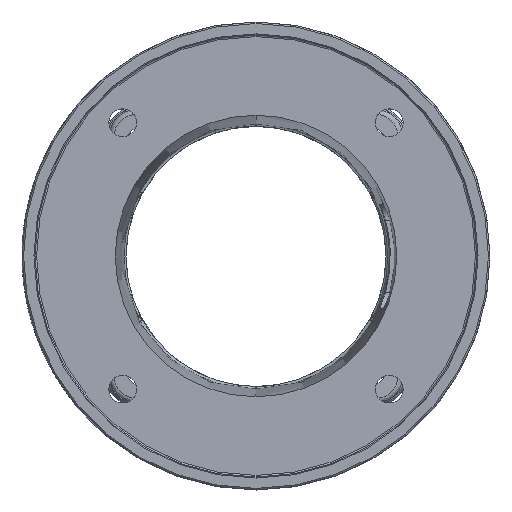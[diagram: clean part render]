
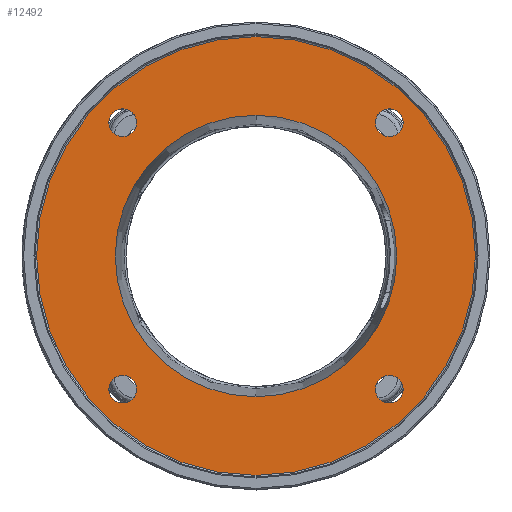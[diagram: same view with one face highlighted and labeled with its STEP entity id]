
A CAD part, top view. The second image highlights one B-rep face of the part: STEP entity #12492.
In plain terms, the highlighted planar face has unit normal (0, 0, 1).
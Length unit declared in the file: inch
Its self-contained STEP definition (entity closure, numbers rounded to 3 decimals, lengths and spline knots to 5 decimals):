
#551=CARTESIAN_POINT('',(0.,0.,-0.2075));
#552=DIRECTION('',(0.,0.,1.));
#553=DIRECTION('',(0.,1.,0.));
#554=AXIS2_PLACEMENT_3D('',#551,#552,#553);
#696=CARTESIAN_POINT('',(0.,0.,-0.2075));
#697=DIRECTION('',(0.,0.,-1.));
#698=DIRECTION('',(0.,1.,0.));
#699=AXIS2_PLACEMENT_3D('',#696,#697,#698);
#701=CARTESIAN_POINT('',(0.,0.,-0.2075));
#702=DIRECTION('',(0.,0.,1.));
#703=DIRECTION('',(0.,1.,0.));
#704=AXIS2_PLACEMENT_3D('',#701,#702,#703);
#837=CARTESIAN_POINT('',(0.,0.,-0.2075));
#838=DIRECTION('',(0.,0.,1.));
#839=DIRECTION('',(0.,-1.,0.));
#840=AXIS2_PLACEMENT_3D('',#837,#838,#839);
#4516=CARTESIAN_POINT('',(-2.56326,2.56326,-0.2075));
#4517=DIRECTION('',(0.,0.,-1.));
#4518=DIRECTION('',(-0.707,0.707,0.));
#4519=AXIS2_PLACEMENT_3D('',#4516,#4517,#4518);
#4526=CARTESIAN_POINT('',(-2.56326,2.56326,-0.2075));
#4527=DIRECTION('',(0.,0.,-1.));
#4528=DIRECTION('',(0.707,-0.707,0.));
#4529=AXIS2_PLACEMENT_3D('',#4526,#4527,#4528);
#4552=CARTESIAN_POINT('',(-2.56326,-2.56326,-0.2075));
#4553=DIRECTION('',(0.,0.,-1.));
#4554=DIRECTION('',(-0.707,-0.707,0.));
#4555=AXIS2_PLACEMENT_3D('',#4552,#4553,#4554);
#4562=CARTESIAN_POINT('',(-2.56326,-2.56326,-0.2075));
#4563=DIRECTION('',(0.,0.,-1.));
#4564=DIRECTION('',(0.707,0.707,0.));
#4565=AXIS2_PLACEMENT_3D('',#4562,#4563,#4564);
#4588=CARTESIAN_POINT('',(2.56326,-2.56326,-0.2075));
#4589=DIRECTION('',(0.,0.,-1.));
#4590=DIRECTION('',(0.707,-0.707,0.));
#4591=AXIS2_PLACEMENT_3D('',#4588,#4589,#4590);
#4598=CARTESIAN_POINT('',(2.56326,-2.56326,-0.2075));
#4599=DIRECTION('',(0.,0.,-1.));
#4600=DIRECTION('',(-0.707,0.707,0.));
#4601=AXIS2_PLACEMENT_3D('',#4598,#4599,#4600);
#4624=CARTESIAN_POINT('',(2.56326,2.56326,-0.2075));
#4625=DIRECTION('',(0.,0.,-1.));
#4626=DIRECTION('',(0.707,0.707,0.));
#4627=AXIS2_PLACEMENT_3D('',#4624,#4625,#4626);
#4634=CARTESIAN_POINT('',(2.56326,2.56326,-0.2075));
#4635=DIRECTION('',(0.,0.,-1.));
#4636=DIRECTION('',(-0.707,-0.707,0.));
#4637=AXIS2_PLACEMENT_3D('',#4634,#4635,#4636);
#11253=CARTESIAN_POINT('',(0.,4.22,-0.2075));
#11255=VERTEX_POINT('',#11253);
#11259=CARTESIAN_POINT('',(0.,-4.22,-0.2075));
#11261=VERTEX_POINT('',#11259);
#11265=CARTESIAN_POINT('',(0.,2.70736,-0.2075));
#11266=CARTESIAN_POINT('',(0.,-2.70736,-0.2075));
#11267=VERTEX_POINT('',#11265);
#11268=VERTEX_POINT('',#11266);
#11273=CARTESIAN_POINT('',(-2.75065,2.75065,-0.2075));
#11274=CARTESIAN_POINT('',(-2.37588,2.37588,-0.2075));
#11275=VERTEX_POINT('',#11273);
#11276=VERTEX_POINT('',#11274);
#11277=CARTESIAN_POINT('',(-2.75065,-2.75065,-0.2075));
#11278=CARTESIAN_POINT('',(-2.37588,-2.37588,-0.2075));
#11279=VERTEX_POINT('',#11277);
#11280=VERTEX_POINT('',#11278);
#11281=CARTESIAN_POINT('',(2.75065,-2.75065,-0.2075));
#11282=CARTESIAN_POINT('',(2.37588,-2.37588,-0.2075));
#11283=VERTEX_POINT('',#11281);
#11284=VERTEX_POINT('',#11282);
#11285=CARTESIAN_POINT('',(2.75065,2.75065,-0.2075));
#11286=CARTESIAN_POINT('',(2.37588,2.37588,-0.2075));
#11287=VERTEX_POINT('',#11285);
#11288=VERTEX_POINT('',#11286);
#12452=CARTESIAN_POINT('',(0.,0.,-0.2075));
#12453=DIRECTION('',(0.,0.,1.));
#12454=DIRECTION('',(0.,1.,0.));
#12455=AXIS2_PLACEMENT_3D('',#12452,#12453,#12454);
#12456=PLANE('',#12455);
#12458=ORIENTED_EDGE('',*,*,#12457,.T.);
#12460=ORIENTED_EDGE('',*,*,#12459,.F.);
#12461=EDGE_LOOP('',(#12458,#12460));
#12462=FACE_OUTER_BOUND('',#12461,.F.);
#12463=ORIENTED_EDGE('',*,*,#12206,.T.);
#12465=ORIENTED_EDGE('',*,*,#12464,.T.);
#12466=EDGE_LOOP('',(#12463,#12465));
#12467=FACE_BOUND('',#12466,.F.);
#12469=ORIENTED_EDGE('',*,*,#12468,.F.);
#12471=ORIENTED_EDGE('',*,*,#12470,.F.);
#12472=EDGE_LOOP('',(#12469,#12471));
#12473=FACE_BOUND('',#12472,.F.);
#12475=ORIENTED_EDGE('',*,*,#12474,.F.);
#12477=ORIENTED_EDGE('',*,*,#12476,.F.);
#12478=EDGE_LOOP('',(#12475,#12477));
#12479=FACE_BOUND('',#12478,.F.);
#12481=ORIENTED_EDGE('',*,*,#12480,.F.);
#12483=ORIENTED_EDGE('',*,*,#12482,.F.);
#12484=EDGE_LOOP('',(#12481,#12483));
#12485=FACE_BOUND('',#12484,.F.);
#12487=ORIENTED_EDGE('',*,*,#12486,.F.);
#12489=ORIENTED_EDGE('',*,*,#12488,.F.);
#12490=EDGE_LOOP('',(#12487,#12489));
#12491=FACE_BOUND('',#12490,.F.);
#12492=ADVANCED_FACE('',(#12462,#12467,#12473,#12479,#12485,#12491),#12456,.T.);
#555=CIRCLE('',#554,2.70736);
#700=CIRCLE('',#699,4.22);
#705=CIRCLE('',#704,4.22);
#841=CIRCLE('',#840,2.70736);
#4520=CIRCLE('',#4519,0.265);
#4530=CIRCLE('',#4529,0.265);
#4556=CIRCLE('',#4555,0.265);
#4566=CIRCLE('',#4565,0.265);
#4592=CIRCLE('',#4591,0.265);
#4602=CIRCLE('',#4601,0.265);
#4628=CIRCLE('',#4627,0.265);
#4638=CIRCLE('',#4637,0.265);
#12206=EDGE_CURVE('',#11267,#11268,#555,.T.);
#12457=EDGE_CURVE('',#11255,#11261,#700,.T.);
#12459=EDGE_CURVE('',#11255,#11261,#705,.T.);
#12464=EDGE_CURVE('',#11268,#11267,#841,.T.);
#12468=EDGE_CURVE('',#11275,#11276,#4520,.T.);
#12470=EDGE_CURVE('',#11276,#11275,#4530,.T.);
#12474=EDGE_CURVE('',#11279,#11280,#4556,.T.);
#12476=EDGE_CURVE('',#11280,#11279,#4566,.T.);
#12480=EDGE_CURVE('',#11283,#11284,#4592,.T.);
#12482=EDGE_CURVE('',#11284,#11283,#4602,.T.);
#12486=EDGE_CURVE('',#11287,#11288,#4628,.T.);
#12488=EDGE_CURVE('',#11288,#11287,#4638,.T.);
